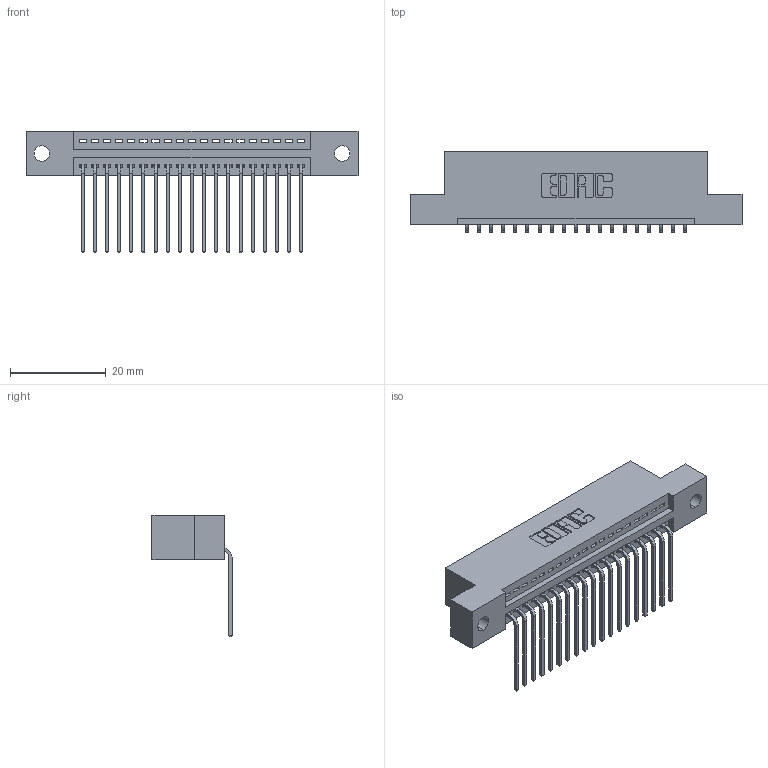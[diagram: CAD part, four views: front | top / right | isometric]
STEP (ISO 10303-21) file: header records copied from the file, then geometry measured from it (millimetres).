
FILE_DESCRIPTION (( 'STEP AP203' ), '1' );
FILE_NAME ('395-019-559-102.STEP', '2019-10-17T17:51:05', ( '' ), ( '' ), 'SwSTEP 2.0', 'SolidWorks 2016', '' );
FILE_SCHEMA (( 'CONFIG_CONTROL_DESIGN' ));
Length unit declared in the file: inch
Products named in the file (3): 345-292-001_558 559 Tail - 1; 345 Part_Flush Mounting Lugs - 0.128 Dia; 395-019-559-102
Assembly tree (20 placements, depth 2):
  395-019-559-102
    345 Part_Flush Mounting Lugs - 0.128 Dia
    345-292-001_558 559 Tail - 1  x19
Bounding box: 69.47 x 16.75 x 25.53 mm (x, y, z)
Volume: 6436.4 mm3; surface area: 8341.3 mm2
Topology: 20 solids, 20 shells, 1266 faces, 3799 edges, 2506 vertices
Faces by surface type: plane 878, cylinder 388
Entity records: 17483 total; most frequent: CARTESIAN_POINT 3037, ORIENTED_EDGE 2990, DIRECTION 2685, EDGE_CURVE 1495, VECTOR 1287, LINE 1287, VERTEX_POINT 994, AXIS2_PLACEMENT_3D 699
